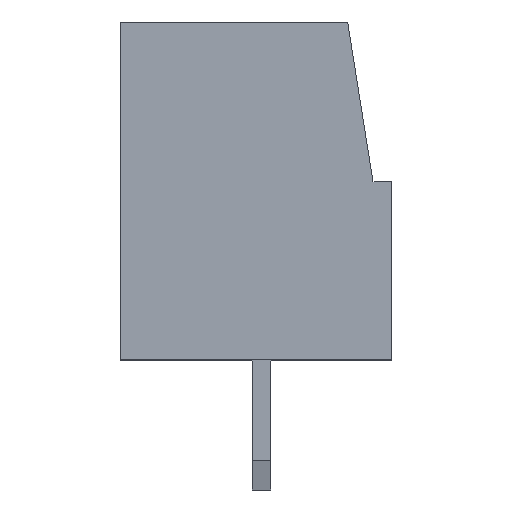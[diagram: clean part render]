
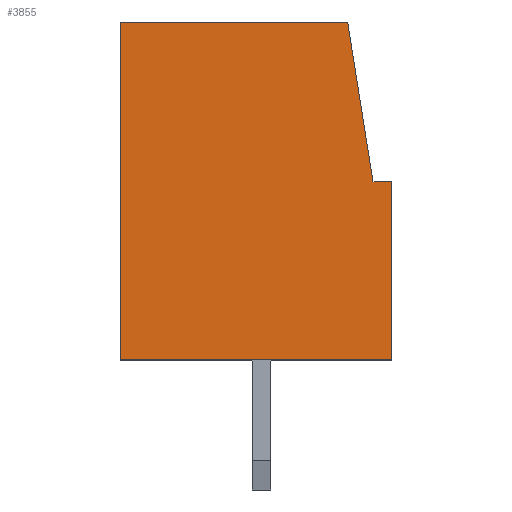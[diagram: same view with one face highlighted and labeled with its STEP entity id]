
A CAD part, left-side view. The second image highlights one B-rep face of the part: STEP entity #3855.
In plain terms, the highlighted planar face has unit normal (-1, 0, 0).
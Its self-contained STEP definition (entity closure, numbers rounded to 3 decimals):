
#3855 = ADVANCED_FACE('',(#3856),#3906,.T.);
#3856 = FACE_BOUND('',#3857,.T.);
#3857 = EDGE_LOOP('',(#3858,#3868,#3876,#3884,#3892,#3900));
#3858 = ORIENTED_EDGE('',*,*,#3859,.T.);
#3859 = EDGE_CURVE('',#3860,#3862,#3864,.T.);
#3860 = VERTEX_POINT('',#3861);
#3861 = CARTESIAN_POINT('',(-9.525,3.65,9.1));
#3862 = VERTEX_POINT('',#3863);
#3863 = CARTESIAN_POINT('',(-9.525,3.65,0.));
#3864 = LINE('',#3865,#3866);
#3865 = CARTESIAN_POINT('',(-9.525,3.65,0.));
#3866 = VECTOR('',#3867,1.);
#3867 = DIRECTION('',(-0.,0.,-1.));
#3868 = ORIENTED_EDGE('',*,*,#3869,.T.);
#3869 = EDGE_CURVE('',#3862,#3870,#3872,.T.);
#3870 = VERTEX_POINT('',#3871);
#3871 = CARTESIAN_POINT('',(-9.525,-3.65,0.));
#3872 = LINE('',#3873,#3874);
#3873 = CARTESIAN_POINT('',(-9.525,-0.15,0.));
#3874 = VECTOR('',#3875,1.);
#3875 = DIRECTION('',(0.,-1.,0.));
#3876 = ORIENTED_EDGE('',*,*,#3877,.T.);
#3877 = EDGE_CURVE('',#3870,#3878,#3880,.T.);
#3878 = VERTEX_POINT('',#3879);
#3879 = CARTESIAN_POINT('',(-9.525,-3.65,4.8));
#3880 = LINE('',#3881,#3882);
#3881 = CARTESIAN_POINT('',(-9.525,-3.65,0.));
#3882 = VECTOR('',#3883,1.);
#3883 = DIRECTION('',(0.,0.,1.));
#3884 = ORIENTED_EDGE('',*,*,#3885,.T.);
#3885 = EDGE_CURVE('',#3878,#3886,#3888,.T.);
#3886 = VERTEX_POINT('',#3887);
#3887 = CARTESIAN_POINT('',(-9.525,-3.15,4.8));
#3888 = LINE('',#3889,#3890);
#3889 = CARTESIAN_POINT('',(-9.525,-0.15,4.8));
#3890 = VECTOR('',#3891,1.);
#3891 = DIRECTION('',(0.,1.,0.));
#3892 = ORIENTED_EDGE('',*,*,#3893,.T.);
#3893 = EDGE_CURVE('',#3886,#3894,#3896,.T.);
#3894 = VERTEX_POINT('',#3895);
#3895 = CARTESIAN_POINT('',(-9.525,-2.469,9.1));
#3896 = LINE('',#3897,#3898);
#3897 = CARTESIAN_POINT('',(-9.525,-3.818,0.581));
#3898 = VECTOR('',#3899,1.);
#3899 = DIRECTION('',(0.,0.156,0.988));
#3900 = ORIENTED_EDGE('',*,*,#3901,.T.);
#3901 = EDGE_CURVE('',#3894,#3860,#3902,.T.);
#3902 = LINE('',#3903,#3904);
#3903 = CARTESIAN_POINT('',(-9.525,-0.15,9.1));
#3904 = VECTOR('',#3905,1.);
#3905 = DIRECTION('',(0.,1.,0.));
#3906 = PLANE('',#3907);
#3907 = AXIS2_PLACEMENT_3D('',#3908,#3909,#3910);
#3908 = CARTESIAN_POINT('',(-9.525,-0.15,0.));
#3909 = DIRECTION('',(-1.,0.,0.));
#3910 = DIRECTION('',(0.,1.,0.));
